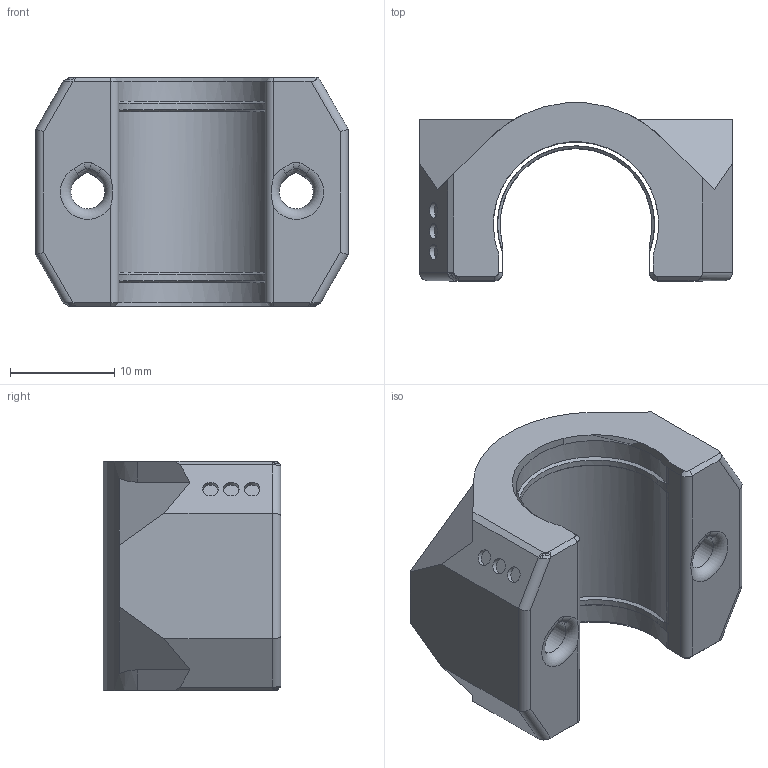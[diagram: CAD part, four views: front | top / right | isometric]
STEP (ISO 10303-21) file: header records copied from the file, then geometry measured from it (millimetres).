
FILE_DESCRIPTION(/* description */ (''),/* implementation_level */ '2;1');
FILE_NAME(/* name */ 'bearing holder.step',/* time_stamp */ '2025-06-21T04:11:14+05:30',/* author */ (''),/* organization */ (''),/* preprocessor_version */ 'ST-DEVELOPER v20.1',/* originating_system */ 'Autodesk Translation Framework v14.10.0.0',/* authorisation */ '');
FILE_SCHEMA (('AUTOMOTIVE_DESIGN { 1 0 10303 214 3 1 1 }'));
Length unit declared in the file: millimetre
Products named in the file (1): (Unsaved)
Bounding box: 30 x 17.04 x 22 mm (x, y, z)
Surface area: 3041.8 mm2 (no closed solid volume)
Topology: 0 solids, 1 shells, 124 faces, 369 edges, 247 vertices
Faces by surface type: plane 48, cylinder 47, cone 17, bspline 10, torus 2
Full cylindrical faces by diameter (mm): 1.5 x3
Entity records: 15032 total; most frequent: CARTESIAN_POINT 11771, ORIENTED_EDGE 708, DIRECTION 619, EDGE_CURVE 369, VERTEX_POINT 247, AXIS2_PLACEMENT_3D 214, LINE 191, VECTOR 191
